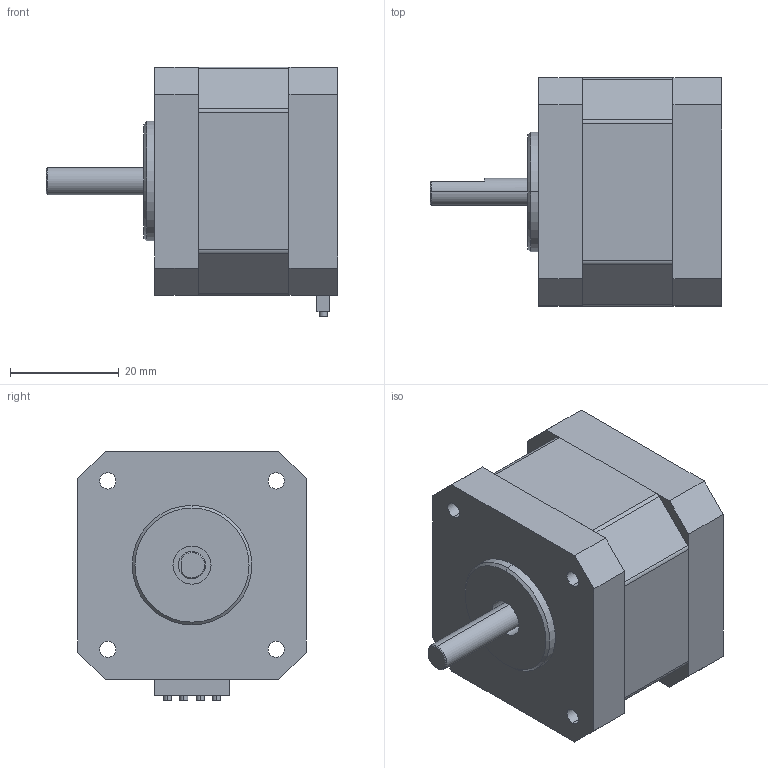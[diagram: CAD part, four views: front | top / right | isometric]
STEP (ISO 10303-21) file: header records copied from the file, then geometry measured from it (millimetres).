
FILE_DESCRIPTION (( 'STEP AP214' ), '1' );
FILE_NAME ('42HS3413A4.STEP', '2023-01-31T07:04:02', ( 'Windows 蚚誧' ), ( 'Organization' ), 'SwSTEP 2.0', 'SolidWorks 2021', '' );
FILE_SCHEMA (( 'AUTOMOTIVE_DESIGN' ));
Length unit declared in the file: millimetre
Products named in the file (1): 42HS3413A4
Bounding box: 53.7 x 42 x 46 mm (x, y, z)
Volume: 56503.8 mm3; surface area: 17132.5 mm2
Topology: 3 solids, 3 shells, 98 faces, 245 edges, 162 vertices
Faces by surface type: cylinder 48, plane 45, cone 5
Entity records: 3843 total; most frequent: DIRECTION 544, CARTESIAN_POINT 512, ORIENTED_EDGE 490, EDGE_CURVE 245, AXIS2_PLACEMENT_3D 202, VERTEX_POINT 162, VECTOR 140, LINE 140
